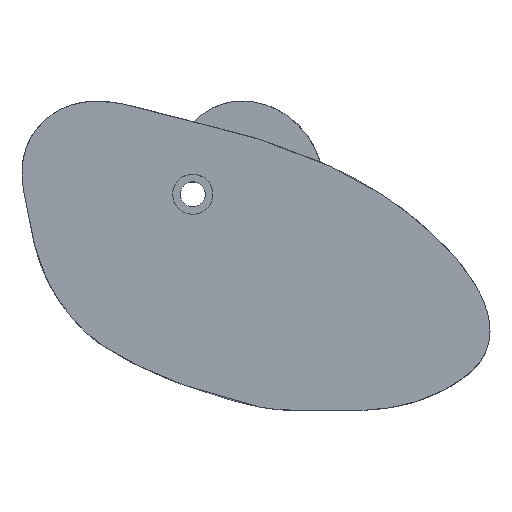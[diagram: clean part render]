
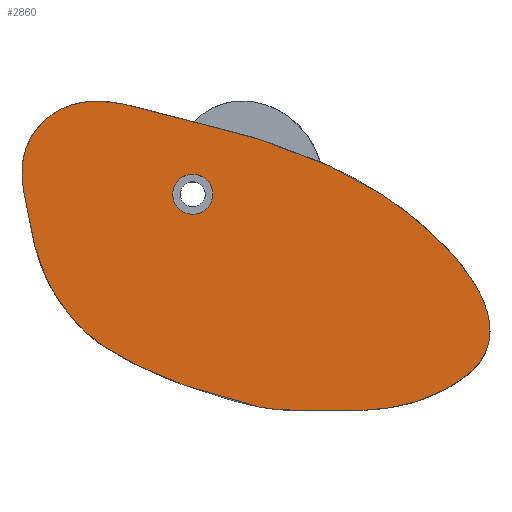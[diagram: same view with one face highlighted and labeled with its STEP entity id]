
A CAD part, top view. The second image highlights one B-rep face of the part: STEP entity #2860.
In plain terms, the highlighted planar face has unit normal (0, 0, 1).
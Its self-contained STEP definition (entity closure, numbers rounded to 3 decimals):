
#117 = CARTESIAN_POINT ( 'NONE',  ( -26.216, -2.538, 0. ) ) ;
#411 = CARTESIAN_POINT ( 'NONE',  ( 0., 0., 0. ) ) ;
#443 = DIRECTION ( 'NONE',  ( 0., 0., 1. ) ) ;
#576 = AXIS2_PLACEMENT_3D ( 'NONE', #5660, #4115, #5150 ) ;
#791 = CARTESIAN_POINT ( 'NONE',  ( 56.072, -23.618, 0. ) ) ;
#851 = B_SPLINE_CURVE_WITH_KNOTS ( 'NONE', 3,
 ( #3717, #2122, #2716, #5373, #4820, #5821, #3783, #4782, #4855, #6399, #2613, #3652, #1059, #5239, #117, #4722, #2228, #5758, #6302, #1572 ),
 .UNSPECIFIED., .F., .F.,
 ( 4, 1, 1, 1, 1, 1, 1, 1, 1, 1, 1, 1, 1, 1, 1, 1, 1, 4 ),
 ( 0., 0.094, 0.117, 0.133, 0.148, 0.156, 0.172, 0.187, 0.211, 0.242, 0.273, 0.313, 0.344, 0.367, 0.398, 0.43, 0.461, 0.5 ),
 .UNSPECIFIED. ) ;
#875 = CIRCLE ( 'NONE', #1976, 3.175 ) ;
#1058 = FACE_BOUND ( 'NONE', #4154, .T. ) ;
#1059 = CARTESIAN_POINT ( 'NONE',  ( -26.551, 9.162, 0. ) ) ;
#1214 = EDGE_CURVE ( 'NONE', #5119, #1890, #6666, .T. ) ;
#1238 = CARTESIAN_POINT ( 'NONE',  ( -12.587, -25.345, 0. ) ) ;
#1449 = PLANE ( 'NONE',  #576 ) ;
#1572 = CARTESIAN_POINT ( 'NONE',  ( -14.256, -24.179, 0. ) ) ;
#1860 = CARTESIAN_POINT ( 'NONE',  ( -14.256, -24.179, 0. ) ) ;
#1890 = VERTEX_POINT ( 'NONE', #4759 ) ;
#1976 = AXIS2_PLACEMENT_3D ( 'NONE', #411, #443, #5589 ) ;
#2122 = CARTESIAN_POINT ( 'NONE',  ( 24.481, 3.612, 0. ) ) ;
#2228 = CARTESIAN_POINT ( 'NONE',  ( -23.331, -13.916, 0. ) ) ;
#2385 = ORIENTED_EDGE ( 'NONE', *, *, #4489, .F. ) ;
#2613 = CARTESIAN_POINT ( 'NONE',  ( -14.719, 15.175, 0. ) ) ;
#2683 = VERTEX_POINT ( 'NONE', #1860 ) ;
#2716 = CARTESIAN_POINT ( 'NONE',  ( 17.808, 6.267, 0. ) ) ;
#2797 = CARTESIAN_POINT ( 'NONE',  ( 4.439, -32.309, 0. ) ) ;
#2860 = ADVANCED_FACE ( 'NONE', ( #1058, #5695 ), #1449, .T. ) ;
#2870 = CARTESIAN_POINT ( 'NONE',  ( -8.946, -27.235, 0. ) ) ;
#2972 = CARTESIAN_POINT ( 'NONE',  ( 0., 0., 0. ) ) ;
#3595 = VERTEX_POINT ( 'NONE', #4724 ) ;
#3652 = CARTESIAN_POINT ( 'NONE',  ( -21.408, 14.114, 0. ) ) ;
#3717 = CARTESIAN_POINT ( 'NONE',  ( 30.033, 0., 0. ) ) ;
#3783 = CARTESIAN_POINT ( 'NONE',  ( 1.17, 11.238, 0. ) ) ;
#3883 = DIRECTION ( 'NONE',  ( 1., 0., 0. ) ) ;
#3907 = CARTESIAN_POINT ( 'NONE',  ( 12.646, -34.643, 0. ) ) ;
#3977 = CARTESIAN_POINT ( 'NONE',  ( 30.033, 0., 0. ) ) ;
#4016 = DIRECTION ( 'NONE',  ( 0., 0., 1. ) ) ;
#4115 = DIRECTION ( 'NONE',  ( 0., 0., 1. ) ) ;
#4154 = EDGE_LOOP ( 'NONE', ( #2385, #4684 ) ) ;
#4279 = ORIENTED_EDGE ( 'NONE', *, *, #4681, .T. ) ;
#4297 = EDGE_CURVE ( 'NONE', #2683, #3595, #5948, .T. ) ;
#4324 = ORIENTED_EDGE ( 'NONE', *, *, #4297, .T. ) ;
#4427 = CARTESIAN_POINT ( 'NONE',  ( 23.433, -34.302, 0. ) ) ;
#4489 = EDGE_CURVE ( 'NONE', #1890, #5119, #875, .T. ) ;
#4681 = EDGE_CURVE ( 'NONE', #3595, #2683, #851, .T. ) ;
#4684 = ORIENTED_EDGE ( 'NONE', *, *, #1214, .F. ) ;
#4722 = CARTESIAN_POINT ( 'NONE',  ( -25.34, -8.07, 0. ) ) ;
#4724 = CARTESIAN_POINT ( 'NONE',  ( 30.033, 0., 0. ) ) ;
#4759 = CARTESIAN_POINT ( 'NONE',  ( 3.175, 0., 0. ) ) ;
#4782 = CARTESIAN_POINT ( 'NONE',  ( -1.298, 11.881, 0. ) ) ;
#4820 = CARTESIAN_POINT ( 'NONE',  ( 6.093, 9.907, 0. ) ) ;
#4855 = CARTESIAN_POINT ( 'NONE',  ( -4.76, 12.786, 0. ) ) ;
#4900 = CARTESIAN_POINT ( 'NONE',  ( 40.674, -6.922, 0. ) ) ;
#4938 = CARTESIAN_POINT ( 'NONE',  ( 33.5, -34.61, 0. ) ) ;
#5083 = EDGE_LOOP ( 'NONE', ( #4279, #4324 ) ) ;
#5119 = VERTEX_POINT ( 'NONE', #5952 ) ;
#5150 = DIRECTION ( 'NONE',  ( 1., 0., 0. ) ) ;
#5239 = CARTESIAN_POINT ( 'NONE',  ( -27.516, 2.932, 0. ) ) ;
#5373 = CARTESIAN_POINT ( 'NONE',  ( 9.589, 9.131, 0. ) ) ;
#5417 = CARTESIAN_POINT ( 'NONE',  ( -14.256, -24.179, 0. ) ) ;
#5589 = DIRECTION ( 'NONE',  ( 1., 0., 0. ) ) ;
#5660 = CARTESIAN_POINT ( 'NONE',  ( 0., 0., 0. ) ) ;
#5680 = AXIS2_PLACEMENT_3D ( 'NONE', #2972, #4016, #3883 ) ;
#5695 = FACE_OUTER_BOUND ( 'NONE', #5083, .T. ) ;
#5758 = CARTESIAN_POINT ( 'NONE',  ( -19.673, -19.474, 0. ) ) ;
#5821 = CARTESIAN_POINT ( 'NONE',  ( 3.634, 10.582, 0. ) ) ;
#5948 = B_SPLINE_CURVE_WITH_KNOTS ( 'NONE', 3,
 ( #5417, #1238, #2870, #6079, #2797, #3907, #4427, #4938, #791, #4900, #3977 ),
 .UNSPECIFIED., .F., .F.,
 ( 4, 1, 1, 1, 1, 1, 1, 1, 4 ),
 ( 0.5, 0.531, 0.563, 0.602, 0.648, 0.695, 0.758, 0.82, 1. ),
 .UNSPECIFIED. ) ;
#5952 = CARTESIAN_POINT ( 'NONE',  ( -3.175, 0., 0. ) ) ;
#6079 = CARTESIAN_POINT ( 'NONE',  ( -2.914, -29.94, 0. ) ) ;
#6302 = CARTESIAN_POINT ( 'NONE',  ( -16.343, -22.721, 0. ) ) ;
#6399 = CARTESIAN_POINT ( 'NONE',  ( -9.17, 13.985, 0. ) ) ;
#6666 = CIRCLE ( 'NONE', #5680, 3.175 ) ;
